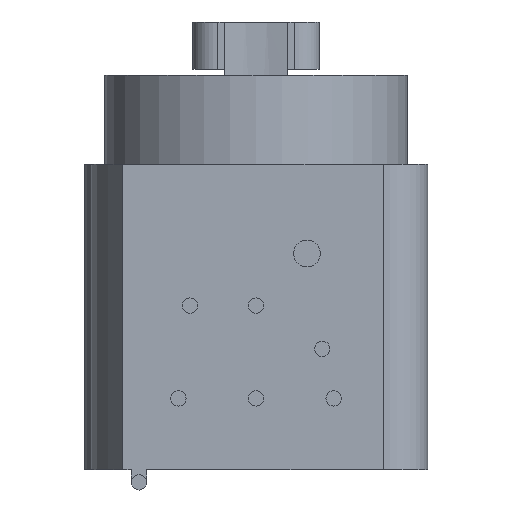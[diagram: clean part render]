
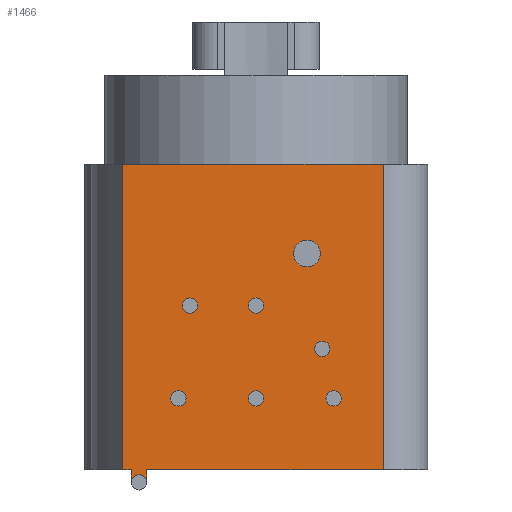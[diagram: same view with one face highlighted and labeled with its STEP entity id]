
A CAD part, front view. The second image highlights one B-rep face of the part: STEP entity #1466.
In plain terms, the highlighted planar face has unit normal (0, -1, 0).
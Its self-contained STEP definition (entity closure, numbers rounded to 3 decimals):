
#250=DIRECTION('',(1.,0.,0.));
#251=VECTOR('',#250,20.5);
#252=CARTESIAN_POINT('',(-10.5,-15.,0.));
#253=LINE('',#252,#251);
#322=DIRECTION('',(1.,0.,0.));
#323=VECTOR('',#322,18.6);
#324=CARTESIAN_POINT('',(-8.6,-15.,-24.));
#325=LINE('',#324,#323);
#362=DIRECTION('',(1.,0.,0.));
#363=VECTOR('',#362,0.7);
#364=CARTESIAN_POINT('',(-10.5,-15.,-24.));
#365=LINE('',#364,#363);
#395=CARTESIAN_POINT('',(4.,-15.,-7.));
#396=DIRECTION('',(0.,-1.,0.));
#397=DIRECTION('',(-1.,0.,0.));
#398=AXIS2_PLACEMENT_3D('',#395,#396,#397);
#400=CARTESIAN_POINT('',(4.,-15.,-7.));
#401=DIRECTION('',(0.,-1.,0.));
#402=DIRECTION('',(1.,0.,0.));
#403=AXIS2_PLACEMENT_3D('',#400,#401,#402);
#405=CARTESIAN_POINT('',(0.,-15.,-11.1));
#406=DIRECTION('',(0.,1.,0.));
#407=DIRECTION('',(-1.,0.,0.));
#408=AXIS2_PLACEMENT_3D('',#405,#406,#407);
#410=CARTESIAN_POINT('',(0.,-15.,-11.1));
#411=DIRECTION('',(0.,1.,0.));
#412=DIRECTION('',(1.,0.,0.));
#413=AXIS2_PLACEMENT_3D('',#410,#411,#412);
#415=CARTESIAN_POINT('',(-5.2,-15.,-11.1));
#416=DIRECTION('',(0.,1.,0.));
#417=DIRECTION('',(-1.,0.,0.));
#418=AXIS2_PLACEMENT_3D('',#415,#416,#417);
#420=CARTESIAN_POINT('',(-5.2,-15.,-11.1));
#421=DIRECTION('',(0.,1.,0.));
#422=DIRECTION('',(1.,0.,0.));
#423=AXIS2_PLACEMENT_3D('',#420,#421,#422);
#425=CARTESIAN_POINT('',(5.2,-15.,-14.5));
#426=DIRECTION('',(0.,1.,0.));
#427=DIRECTION('',(-1.,0.,0.));
#428=AXIS2_PLACEMENT_3D('',#425,#426,#427);
#430=CARTESIAN_POINT('',(5.2,-15.,-14.5));
#431=DIRECTION('',(0.,1.,0.));
#432=DIRECTION('',(1.,0.,0.));
#433=AXIS2_PLACEMENT_3D('',#430,#431,#432);
#435=CARTESIAN_POINT('',(0.,-15.,-18.4));
#436=DIRECTION('',(0.,1.,0.));
#437=DIRECTION('',(-1.,0.,0.));
#438=AXIS2_PLACEMENT_3D('',#435,#436,#437);
#440=CARTESIAN_POINT('',(0.,-15.,-18.4));
#441=DIRECTION('',(0.,1.,0.));
#442=DIRECTION('',(1.,0.,0.));
#443=AXIS2_PLACEMENT_3D('',#440,#441,#442);
#445=CARTESIAN_POINT('',(6.1,-15.,-18.4));
#446=DIRECTION('',(0.,1.,0.));
#447=DIRECTION('',(-1.,0.,0.));
#448=AXIS2_PLACEMENT_3D('',#445,#446,#447);
#450=CARTESIAN_POINT('',(6.1,-15.,-18.4));
#451=DIRECTION('',(0.,1.,0.));
#452=DIRECTION('',(1.,0.,0.));
#453=AXIS2_PLACEMENT_3D('',#450,#451,#452);
#455=CARTESIAN_POINT('',(-6.1,-15.,-18.4));
#456=DIRECTION('',(0.,1.,0.));
#457=DIRECTION('',(-1.,0.,0.));
#458=AXIS2_PLACEMENT_3D('',#455,#456,#457);
#460=CARTESIAN_POINT('',(-6.1,-15.,-18.4));
#461=DIRECTION('',(0.,1.,0.));
#462=DIRECTION('',(1.,0.,0.));
#463=AXIS2_PLACEMENT_3D('',#460,#461,#462);
#465=DIRECTION('',(0.,0.,-1.));
#466=VECTOR('',#465,1.);
#467=CARTESIAN_POINT('',(-8.6,-15.,-24.));
#468=LINE('',#467,#466);
#469=DIRECTION('',(0.,0.,1.));
#470=VECTOR('',#469,1.);
#471=CARTESIAN_POINT('',(-9.8,-15.,-25.));
#472=LINE('',#471,#470);
#473=DIRECTION('',(0.,0.,-1.));
#474=VECTOR('',#473,24.);
#475=CARTESIAN_POINT('',(-10.5,-15.,0.));
#476=LINE('',#475,#474);
#613=CARTESIAN_POINT('',(-9.2,-15.,-25.));
#614=DIRECTION('',(0.,1.,0.));
#615=DIRECTION('',(-1.,0.,0.));
#616=AXIS2_PLACEMENT_3D('',#613,#614,#615);
#658=DIRECTION('',(0.,0.,-1.));
#659=VECTOR('',#658,24.);
#660=CARTESIAN_POINT('',(10.,-15.,0.));
#661=LINE('',#660,#659);
#1022=CARTESIAN_POINT('',(-10.5,-15.,0.));
#1023=VERTEX_POINT('',#1022);
#1024=CARTESIAN_POINT('',(10.,-15.,0.));
#1025=VERTEX_POINT('',#1024);
#1048=CARTESIAN_POINT('',(-10.5,-15.,-24.));
#1049=VERTEX_POINT('',#1048);
#1050=CARTESIAN_POINT('',(10.,-15.,-24.));
#1052=VERTEX_POINT('',#1050);
#1106=CARTESIAN_POINT('',(2.95,-15.,-7.));
#1107=CARTESIAN_POINT('',(5.05,-15.,-7.));
#1108=VERTEX_POINT('',#1106);
#1109=VERTEX_POINT('',#1107);
#1194=CARTESIAN_POINT('',(-0.6,-15.,-11.1));
#1195=CARTESIAN_POINT('',(0.6,-15.,-11.1));
#1196=VERTEX_POINT('',#1194);
#1197=VERTEX_POINT('',#1195);
#1198=CARTESIAN_POINT('',(-5.8,-15.,-11.1));
#1199=CARTESIAN_POINT('',(-4.6,-15.,-11.1));
#1200=VERTEX_POINT('',#1198);
#1201=VERTEX_POINT('',#1199);
#1202=CARTESIAN_POINT('',(4.6,-15.,-14.5));
#1203=CARTESIAN_POINT('',(5.8,-15.,-14.5));
#1204=VERTEX_POINT('',#1202);
#1205=VERTEX_POINT('',#1203);
#1206=CARTESIAN_POINT('',(-0.6,-15.,-18.4));
#1207=CARTESIAN_POINT('',(0.6,-15.,-18.4));
#1208=VERTEX_POINT('',#1206);
#1209=VERTEX_POINT('',#1207);
#1210=CARTESIAN_POINT('',(5.5,-15.,-18.4));
#1211=CARTESIAN_POINT('',(6.7,-15.,-18.4));
#1212=VERTEX_POINT('',#1210);
#1213=VERTEX_POINT('',#1211);
#1214=CARTESIAN_POINT('',(-6.7,-15.,-18.4));
#1215=CARTESIAN_POINT('',(-5.5,-15.,-18.4));
#1216=VERTEX_POINT('',#1214);
#1217=VERTEX_POINT('',#1215);
#1226=CARTESIAN_POINT('',(-9.8,-15.,-24.));
#1227=VERTEX_POINT('',#1226);
#1228=CARTESIAN_POINT('',(-8.6,-15.,-24.));
#1229=VERTEX_POINT('',#1228);
#1230=CARTESIAN_POINT('',(-9.8,-15.,-25.));
#1231=CARTESIAN_POINT('',(-8.6,-15.,-25.));
#1232=VERTEX_POINT('',#1230);
#1233=VERTEX_POINT('',#1231);
#1405=CARTESIAN_POINT('',(-10.5,-15.,0.));
#1406=DIRECTION('',(0.,-1.,0.));
#1407=DIRECTION('',(1.,0.,0.));
#1408=AXIS2_PLACEMENT_3D('',#1405,#1406,#1407);
#1409=PLANE('',#1408);
#1410=ORIENTED_EDGE('',*,*,#1315,.F.);
#1412=ORIENTED_EDGE('',*,*,#1411,.T.);
#1414=ORIENTED_EDGE('',*,*,#1413,.F.);
#1415=ORIENTED_EDGE('',*,*,#1397,.T.);
#1416=ORIENTED_EDGE('',*,*,#1333,.F.);
#1418=ORIENTED_EDGE('',*,*,#1417,.F.);
#1419=ORIENTED_EDGE('',*,*,#1245,.T.);
#1421=ORIENTED_EDGE('',*,*,#1420,.T.);
#1422=EDGE_LOOP('',(#1410,#1412,#1414,#1415,#1416,#1418,#1419,#1421));
#1423=FACE_OUTER_BOUND('',#1422,.F.);
#1425=ORIENTED_EDGE('',*,*,#1424,.F.);
#1427=ORIENTED_EDGE('',*,*,#1426,.F.);
#1428=EDGE_LOOP('',(#1425,#1427));
#1429=FACE_BOUND('',#1428,.F.);
#1431=ORIENTED_EDGE('',*,*,#1430,.F.);
#1433=ORIENTED_EDGE('',*,*,#1432,.F.);
#1434=EDGE_LOOP('',(#1431,#1433));
#1435=FACE_BOUND('',#1434,.F.);
#1437=ORIENTED_EDGE('',*,*,#1436,.F.);
#1439=ORIENTED_EDGE('',*,*,#1438,.F.);
#1440=EDGE_LOOP('',(#1437,#1439));
#1441=FACE_BOUND('',#1440,.F.);
#1443=ORIENTED_EDGE('',*,*,#1442,.F.);
#1445=ORIENTED_EDGE('',*,*,#1444,.F.);
#1446=EDGE_LOOP('',(#1443,#1445));
#1447=FACE_BOUND('',#1446,.F.);
#1449=ORIENTED_EDGE('',*,*,#1448,.F.);
#1451=ORIENTED_EDGE('',*,*,#1450,.F.);
#1452=EDGE_LOOP('',(#1449,#1451));
#1453=FACE_BOUND('',#1452,.F.);
#1455=ORIENTED_EDGE('',*,*,#1454,.F.);
#1457=ORIENTED_EDGE('',*,*,#1456,.F.);
#1458=EDGE_LOOP('',(#1455,#1457));
#1459=FACE_BOUND('',#1458,.F.);
#1461=ORIENTED_EDGE('',*,*,#1460,.T.);
#1463=ORIENTED_EDGE('',*,*,#1462,.T.);
#1464=EDGE_LOOP('',(#1461,#1463));
#1465=FACE_BOUND('',#1464,.F.);
#399=CIRCLE('',#398,1.05);
#404=CIRCLE('',#403,1.05);
#409=CIRCLE('',#408,0.6);
#414=CIRCLE('',#413,0.6);
#419=CIRCLE('',#418,0.6);
#424=CIRCLE('',#423,0.6);
#429=CIRCLE('',#428,0.6);
#434=CIRCLE('',#433,0.6);
#439=CIRCLE('',#438,0.6);
#444=CIRCLE('',#443,0.6);
#449=CIRCLE('',#448,0.6);
#454=CIRCLE('',#453,0.6);
#459=CIRCLE('',#458,0.6);
#464=CIRCLE('',#463,0.6);
#617=CIRCLE('',#616,0.6);
#1245=EDGE_CURVE('',#1023,#1025,#253,.T.);
#1315=EDGE_CURVE('',#1229,#1052,#325,.T.);
#1333=EDGE_CURVE('',#1049,#1227,#365,.T.);
#1397=EDGE_CURVE('',#1232,#1227,#472,.T.);
#1411=EDGE_CURVE('',#1229,#1233,#468,.T.);
#1413=EDGE_CURVE('',#1232,#1233,#617,.T.);
#1417=EDGE_CURVE('',#1023,#1049,#476,.T.);
#1420=EDGE_CURVE('',#1025,#1052,#661,.T.);
#1424=EDGE_CURVE('',#1196,#1197,#409,.T.);
#1426=EDGE_CURVE('',#1197,#1196,#414,.T.);
#1430=EDGE_CURVE('',#1200,#1201,#419,.T.);
#1432=EDGE_CURVE('',#1201,#1200,#424,.T.);
#1436=EDGE_CURVE('',#1204,#1205,#429,.T.);
#1438=EDGE_CURVE('',#1205,#1204,#434,.T.);
#1442=EDGE_CURVE('',#1208,#1209,#439,.T.);
#1444=EDGE_CURVE('',#1209,#1208,#444,.T.);
#1448=EDGE_CURVE('',#1212,#1213,#449,.T.);
#1450=EDGE_CURVE('',#1213,#1212,#454,.T.);
#1454=EDGE_CURVE('',#1216,#1217,#459,.T.);
#1456=EDGE_CURVE('',#1217,#1216,#464,.T.);
#1460=EDGE_CURVE('',#1108,#1109,#399,.T.);
#1462=EDGE_CURVE('',#1109,#1108,#404,.T.);
#1466=ADVANCED_FACE('',(#1423,#1429,#1435,#1441,#1447,#1453,#1459,#1465),#1409,
.T.);
